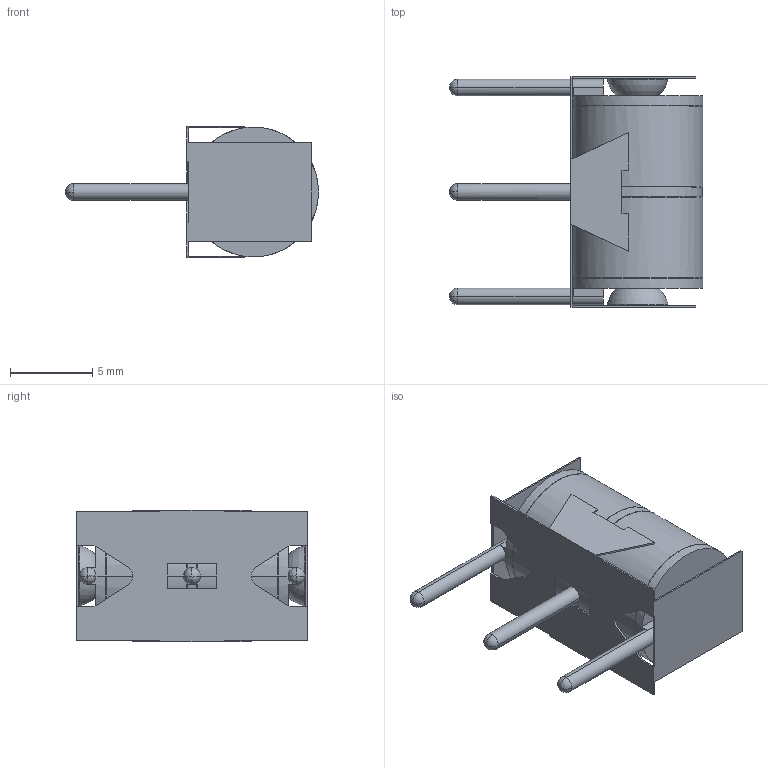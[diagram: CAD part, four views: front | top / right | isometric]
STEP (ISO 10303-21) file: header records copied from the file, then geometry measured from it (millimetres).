
FILE_DESCRIPTION((''),'2;1');
FILE_NAME('2026-33-C4M143','2012-08-03T',('ryans'),('Bourns, Inc.'),'PRO/ENGINEER BY PARAMETRIC TECHNOLOGY CORPORATION, 2010100','PRO/ENGINEER BY PARAMETRIC TECHNOLOGY CORPORATION, 2010100','');
FILE_SCHEMA(('CONFIG_CONTROL_DESIGN'));
Length unit declared in the file: millimetre
Products named in the file (1): 2026-33-C4M143
Bounding box: 15.39 x 14 x 8 mm (x, y, z)
Volume: 355.2 mm3; surface area: 1340.7 mm2
Topology: 1 solids, 6 shells, 141 faces, 367 edges, 228 vertices
Faces by surface type: plane 76, cylinder 37, sphere 24, cone 4
Entity records: 4431 total; most frequent: CARTESIAN_POINT 890, DIRECTION 738, ORIENTED_EDGE 718, EDGE_CURVE 359, AXIS2_PLACEMENT_3D 255, VECTOR 228, LINE 228, VERTEX_POINT 228
